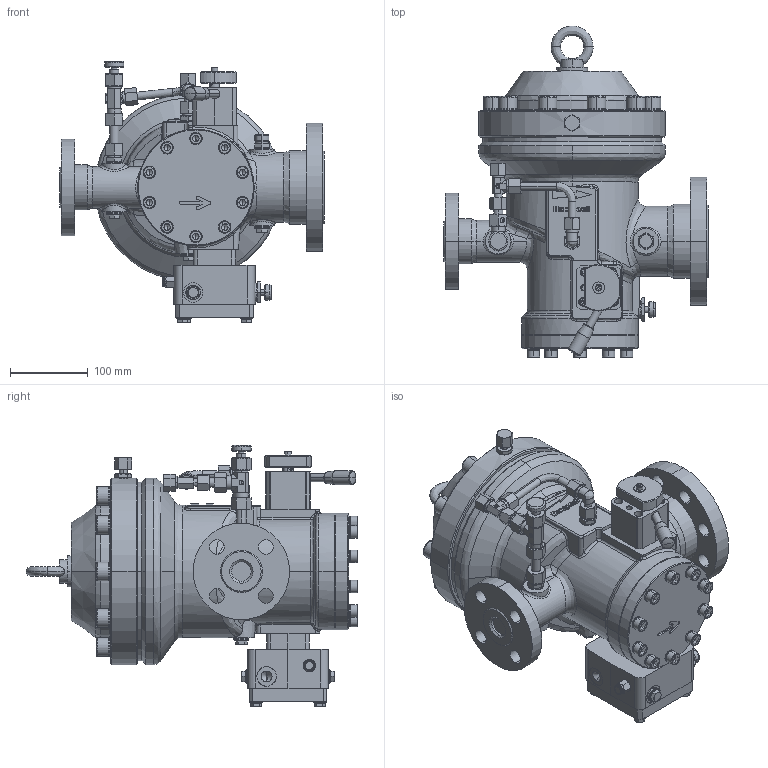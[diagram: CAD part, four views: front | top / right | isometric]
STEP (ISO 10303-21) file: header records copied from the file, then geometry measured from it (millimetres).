
FILE_DESCRIPTION (( 'STEP AP214' ), '1' );
FILE_NAME ('HON 503a_DN 25-50.STEP', '2017-03-02T12:20:07', ( '' ), ( '' ), 'SwSTEP 2.0', 'SolidWorks 2015', '' );
FILE_SCHEMA (( 'AUTOMOTIVE_DESIGN' ));
Length unit declared in the file: millimetre
Products named in the file (1): HON 503a_DN 25-50
Bounding box: 340 x 427 x 336.3 mm (x, y, z)
Volume: 11241422.1 mm3; surface area: 552252.5 mm2
Topology: 2 solids, 2 shells, 2072 faces, 4865 edges, 2918 vertices
Faces by surface type: plane 945, cylinder 434, cone 426, bspline 261, torus 6
Entity records: 96418 total; most frequent: CARTESIAN_POINT 29869, ORIENTED_EDGE 9600, DIRECTION 9110, EDGE_CURVE 4800, AXIS2_PLACEMENT_3D 3468, VERTEX_POINT 2918, EDGE_LOOP 2296, LINE 2174
